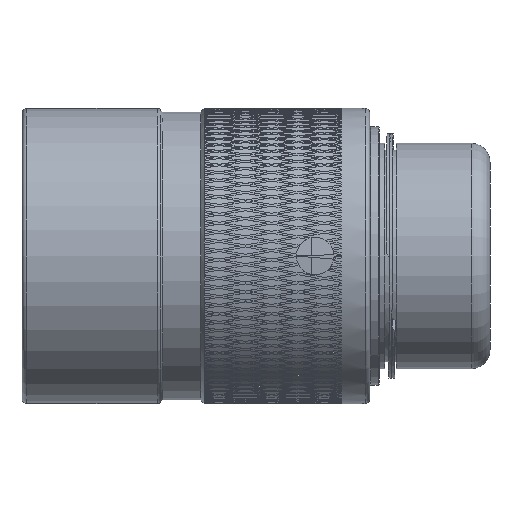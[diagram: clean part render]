
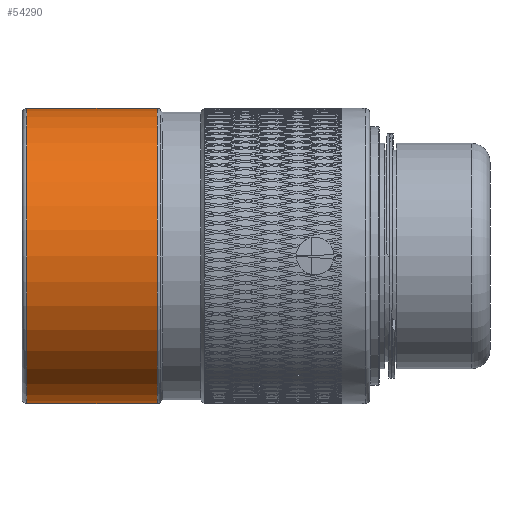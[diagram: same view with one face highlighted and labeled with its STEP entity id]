
A CAD part, front view. The second image highlights one B-rep face of the part: STEP entity #54290.
In plain terms, the highlighted cylindrical face has radius 15.7 mm (diameter 31.4 mm), a full revolution.
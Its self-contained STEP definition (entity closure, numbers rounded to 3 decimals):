
#2687=FACE_OUTER_BOUND('',#6730,.T.);
#5882=CIRCLE('',#57536,15.7);
#5883=CIRCLE('',#57537,15.7);
#5888=CIRCLE('',#57544,15.7);
#5889=CIRCLE('',#57545,15.7);
#5890=CIRCLE('',#57546,15.7);
#6730=EDGE_LOOP('',(#33383,#33384,#33385,#33386,#33387,#33388,#33389));
#17779=LINE('',#61896,#18336);
#18336=VECTOR('',#58769,15.7);
#18930=VERTEX_POINT('',#61876);
#18931=VERTEX_POINT('',#61878);
#18935=VERTEX_POINT('',#61891);
#18936=VERTEX_POINT('',#61892);
#18937=VERTEX_POINT('',#61894);
#24707=EDGE_CURVE('',#18930,#18931,#5882,.T.);
#24708=EDGE_CURVE('',#18931,#18930,#5883,.T.);
#24714=EDGE_CURVE('',#18935,#18936,#5888,.T.);
#24715=EDGE_CURVE('',#18937,#18935,#5889,.T.);
#24716=EDGE_CURVE('',#18937,#18931,#17779,.T.);
#24717=EDGE_CURVE('',#18936,#18937,#5890,.T.);
#33383=ORIENTED_EDGE('',*,*,#24714,.F.);
#33384=ORIENTED_EDGE('',*,*,#24715,.F.);
#33385=ORIENTED_EDGE('',*,*,#24716,.T.);
#33386=ORIENTED_EDGE('',*,*,#24707,.F.);
#33387=ORIENTED_EDGE('',*,*,#24708,.F.);
#33388=ORIENTED_EDGE('',*,*,#24716,.F.);
#33389=ORIENTED_EDGE('',*,*,#24717,.F.);
#50531=CYLINDRICAL_SURFACE('',#57543,15.7);
#54290=ADVANCED_FACE('',(#2687),#50531,.T.);
#57536=AXIS2_PLACEMENT_3D('',#61879,#58748,#58749);
#57537=AXIS2_PLACEMENT_3D('',#61880,#58750,#58751);
#57543=AXIS2_PLACEMENT_3D('',#61890,#58763,#58764);
#57544=AXIS2_PLACEMENT_3D('',#61893,#58765,#58766);
#57545=AXIS2_PLACEMENT_3D('',#61895,#58767,#58768);
#57546=AXIS2_PLACEMENT_3D('',#61897,#58770,#58771);
#58748=DIRECTION('center_axis',(1.,0.,0.));
#58749=DIRECTION('ref_axis',(0.,1.,0.));
#58750=DIRECTION('center_axis',(1.,0.,0.));
#58751=DIRECTION('ref_axis',(0.,1.,0.));
#58763=DIRECTION('center_axis',(-1.,0.,0.));
#58764=DIRECTION('ref_axis',(0.,1.,0.));
#58765=DIRECTION('center_axis',(-1.,0.,0.));
#58766=DIRECTION('ref_axis',(0.,-1.,0.));
#58767=DIRECTION('center_axis',(-1.,0.,0.));
#58768=DIRECTION('ref_axis',(0.,-1.,0.));
#58769=DIRECTION('',(1.,0.,0.));
#58770=DIRECTION('center_axis',(-1.,0.,0.));
#58771=DIRECTION('ref_axis',(0.,-1.,0.));
#61876=CARTESIAN_POINT('',(3.093,0.,15.7));
#61878=CARTESIAN_POINT('',(3.093,-15.7,0.));
#61879=CARTESIAN_POINT('Origin',(3.093,0.,0.));
#61880=CARTESIAN_POINT('Origin',(3.093,0.,0.));
#61890=CARTESIAN_POINT('Origin',(7.2,0.,0.));
#61891=CARTESIAN_POINT('',(-10.8,15.7,0.));
#61892=CARTESIAN_POINT('',(-10.8,0.,-15.7));
#61893=CARTESIAN_POINT('Origin',(-10.8,0.,0.));
#61894=CARTESIAN_POINT('',(-10.8,-15.7,0.));
#61895=CARTESIAN_POINT('Origin',(-10.8,0.,0.));
#61896=CARTESIAN_POINT('',(7.2,-15.7,0.));
#61897=CARTESIAN_POINT('Origin',(-10.8,0.,0.));
